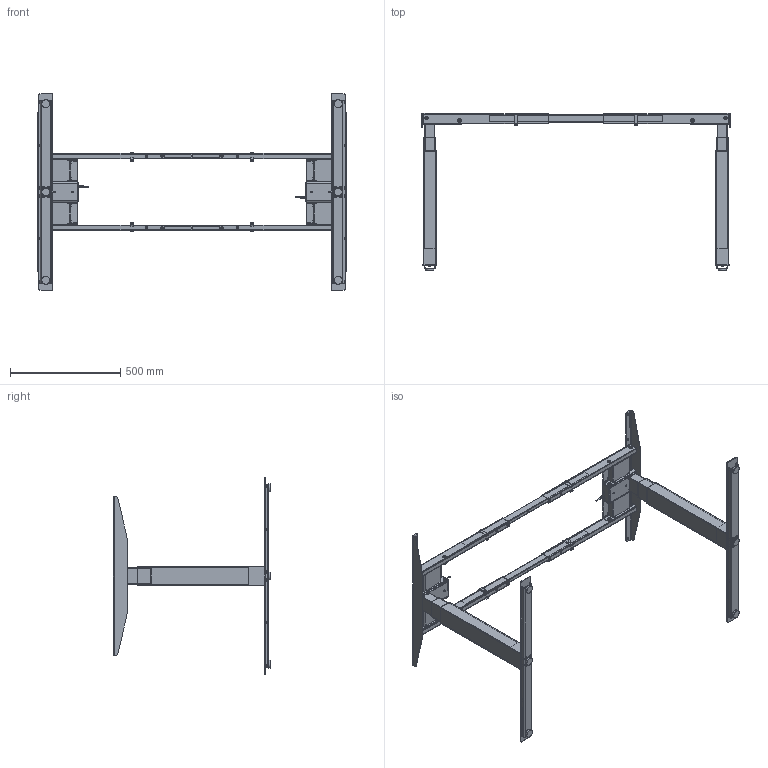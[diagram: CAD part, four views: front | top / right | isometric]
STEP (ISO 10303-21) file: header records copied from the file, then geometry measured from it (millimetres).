
FILE_DESCRIPTION (( 'STEP AP203' ), '1' );
FILE_NAME ('C2CK53211AxxG Classic C-2 2c_3S foot 890.STEP', '2024-03-18T09:25:47', ( '' ), ( '' ), 'SwSTEP 2.0', 'SolidWorks 2021', '' );
FILE_SCHEMA (( 'CONFIG_CONTROL_DESIGN' ));
Products named in the file (1): C2CK53211AxxG Classic C-2 2c_3S foot 890
Bounding box: 1400 x 715 x 890 mm (x, y, z)
Surface area: 2647269.2 mm2 (no closed solid volume)
Topology: 0 solids, 311 shells, 1165 faces, 5632 edges, 4708 vertices
Faces by surface type: plane 527, cylinder 348, cone 140, torus 102, bspline 48
Entity records: 63545 total; most frequent: CARTESIAN_POINT 21042, DIRECTION 8418, ORIENTED_EDGE 7094, EDGE_CURVE 5632, VERTEX_POINT 4708, AXIS2_PLACEMENT_3D 2848, LINE 2722, VECTOR 2722
